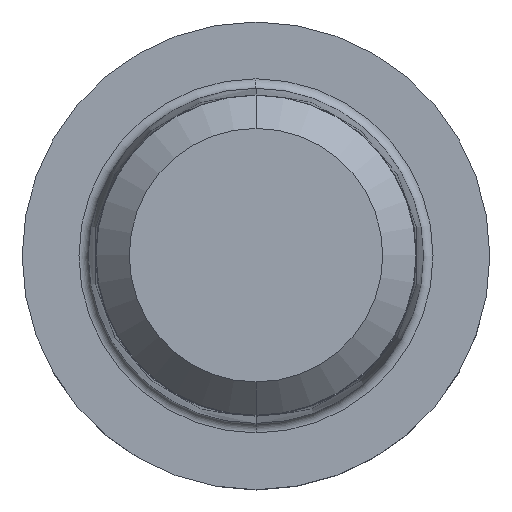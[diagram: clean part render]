
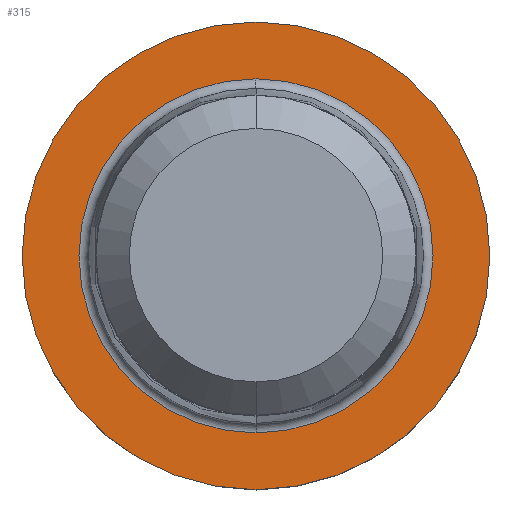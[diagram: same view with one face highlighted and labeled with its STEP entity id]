
A CAD part, top view. The second image highlights one B-rep face of the part: STEP entity #315.
In plain terms, the highlighted planar face has unit normal (0, 0, 1).
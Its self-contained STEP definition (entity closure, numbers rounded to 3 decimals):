
#235=EDGE_CURVE('',#357,#333,#575,.T.);
#241=EDGE_CURVE('',#491,#503,#581,.T.);
#315=ADVANCED_FACE('',(#665,#666),#667,.T.);
#333=VERTEX_POINT('',#688);
#357=VERTEX_POINT('',#713);
#361=EDGE_CURVE('',#503,#491,#717,.T.);
#491=VERTEX_POINT('',#868);
#503=VERTEX_POINT('',#882);
#505=EDGE_CURVE('',#333,#357,#884,.T.);
#575=CIRCLE('',#960,7.42);
#581=CIRCLE('',#970,9.8);
#665=FACE_OUTER_BOUND('',#1076,.T.);
#666=FACE_BOUND('',#1077,.T.);
#667=PLANE('',#1078);
#688=CARTESIAN_POINT('',(0.0,7.42,0.01));
#713=CARTESIAN_POINT('',(0.,-7.42,0.01));
#717=CIRCLE('',#1142,9.8);
#868=CARTESIAN_POINT('',(0.0,9.8,0.01));
#882=CARTESIAN_POINT('',(0.,-9.8,0.01));
#884=CIRCLE('',#1351,7.42);
#960=AXIS2_PLACEMENT_3D('',#1409,#1410,#1411);
#970=AXIS2_PLACEMENT_3D('',#1416,#1417,#1418);
#1076=EDGE_LOOP('',(#1546,#1547));
#1077=EDGE_LOOP('',(#1548,#1549));
#1078=AXIS2_PLACEMENT_3D('',#1550,#1551,#1552);
#1142=AXIS2_PLACEMENT_3D('',#1609,#1610,#1611);
#1351=AXIS2_PLACEMENT_3D('',#1826,#1827,#1828);
#1409=CARTESIAN_POINT('',(0.0,0.0,0.01));
#1410=DIRECTION('',(0.0,0.0,-1.0));
#1411=DIRECTION('',(0.0,1.0,0.0));
#1416=CARTESIAN_POINT('',(0.0,0.0,0.01));
#1417=DIRECTION('',(0.0,0.0,-1.0));
#1418=DIRECTION('',(0.0,1.0,0.0));
#1546=ORIENTED_EDGE('',*,*,#241,.F.);
#1547=ORIENTED_EDGE('',*,*,#361,.F.);
#1548=ORIENTED_EDGE('',*,*,#505,.T.);
#1549=ORIENTED_EDGE('',*,*,#235,.T.);
#1550=CARTESIAN_POINT('',(0.0,4.9,0.01));
#1551=DIRECTION('',(-0.0,0.0,1.0));
#1552=DIRECTION('',(0.0,-1.0,0.0));
#1609=CARTESIAN_POINT('',(0.0,0.0,0.01));
#1610=DIRECTION('',(0.0,0.0,-1.0));
#1611=DIRECTION('',(0.0,1.0,0.0));
#1826=CARTESIAN_POINT('',(0.0,0.0,0.01));
#1827=DIRECTION('',(0.0,0.0,-1.0));
#1828=DIRECTION('',(0.0,1.0,0.0));
